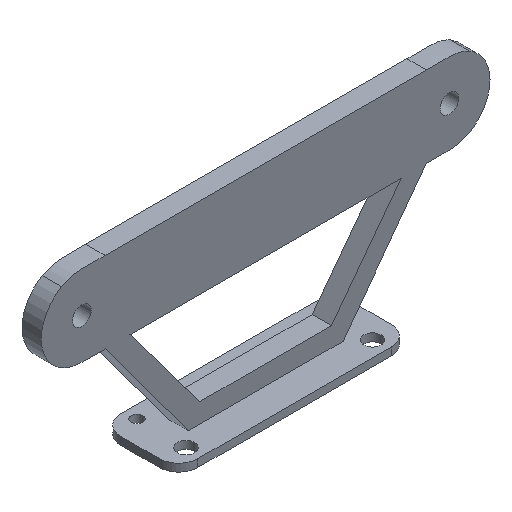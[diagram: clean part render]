
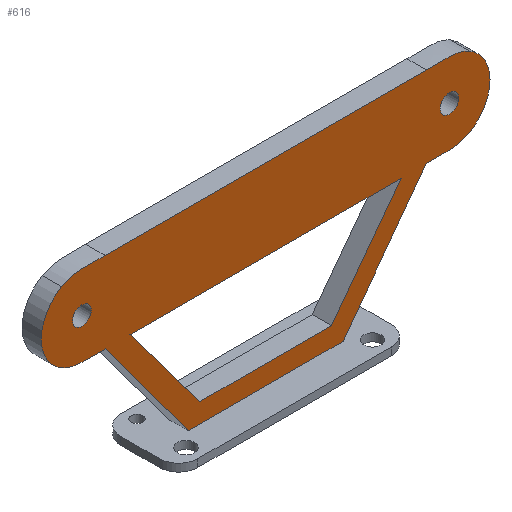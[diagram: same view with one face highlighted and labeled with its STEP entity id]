
A CAD part, isometric view. The second image highlights one B-rep face of the part: STEP entity #616.
In plain terms, the highlighted planar face has unit normal (0, -1, 0).
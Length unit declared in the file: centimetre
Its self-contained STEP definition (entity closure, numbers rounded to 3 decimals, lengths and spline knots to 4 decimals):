
#19=B_SPLINE_CURVE_WITH_KNOTS('',3,(#990,#991,#992,#993,#994,#995),
 .UNSPECIFIED.,.F.,.F.,(4,2,4),(-1.3113,-0.5272,0.),
 .UNSPECIFIED.);
#21=B_SPLINE_CURVE_WITH_KNOTS('',3,(#1033,#1034,#1035,#1036,#1037,#1038,
#1039,#1040,#1041,#1042,#1043,#1044,#1045),.UNSPECIFIED.,.F.,.F.,(4,3,3,
3,4),(-5.6073,-3.8497,-2.0501,-1.4,
0.),.UNSPECIFIED.);
#23=B_SPLINE_CURVE_WITH_KNOTS('',3,(#1079,#1080,#1081,#1082,#1083,#1084,
#1085),.UNSPECIFIED.,.F.,.F.,(4,3,4),(-1.2774,-0.5233,
0.),.UNSPECIFIED.);
#25=B_SPLINE_CURVE_WITH_KNOTS('',3,(#1114,#1115,#1116,#1117,#1118,#1119,
#1120,#1121,#1122,#1123,#1124,#1125,#1126),.UNSPECIFIED.,.F.,.F.,(4,3,3,
3,4),(-4.9869,-3.4627,-1.9028,-1.3314,
0.),.UNSPECIFIED.);
#55=FACE_BOUND('',#132,.T.);
#56=FACE_BOUND('',#133,.T.);
#57=FACE_BOUND('',#134,.T.);
#88=FACE_OUTER_BOUND('',#131,.T.);
#131=EDGE_LOOP('',(#555,#556,#557,#558,#559,#560,#561,#562,#563,#564));
#132=EDGE_LOOP('',(#565,#566,#567,#568));
#133=EDGE_LOOP('',(#569));
#134=EDGE_LOOP('',(#570));
#140=LINE('',#875,#192);
#161=LINE('',#935,#213);
#165=LINE('',#942,#217);
#168=LINE('',#948,#220);
#170=LINE('',#951,#222);
#171=LINE('',#954,#223);
#174=LINE('',#960,#226);
#181=LINE('',#1008,#233);
#192=VECTOR('',#711,1.);
#213=VECTOR('',#776,1.);
#217=VECTOR('',#782,1.);
#220=VECTOR('',#787,1.);
#222=VECTOR('',#791,1.);
#223=VECTOR('',#794,1.);
#226=VECTOR('',#799,1.);
#233=VECTOR('',#820,1.);
#256=CIRCLE('',#670,0.2405);
#258=CIRCLE('',#673,0.2405);
#259=CIRCLE('',#676,1.0472);
#261=CIRCLE('',#679,1.0472);
#275=VERTEX_POINT('',#871);
#277=VERTEX_POINT('',#874);
#293=VERTEX_POINT('',#932);
#294=VERTEX_POINT('',#934);
#296=VERTEX_POINT('',#940);
#298=VERTEX_POINT('',#946);
#299=VERTEX_POINT('',#953);
#301=VERTEX_POINT('',#959);
#304=VERTEX_POINT('',#967);
#306=VERTEX_POINT('',#973);
#307=VERTEX_POINT('',#988);
#308=VERTEX_POINT('',#989);
#311=VERTEX_POINT('',#1007);
#313=VERTEX_POINT('',#1032);
#315=VERTEX_POINT('',#1062);
#317=VERTEX_POINT('',#1113);
#332=EDGE_CURVE('',#275,#277,#140,.T.);
#361=EDGE_CURVE('',#294,#293,#161,.T.);
#365=EDGE_CURVE('',#293,#296,#165,.T.);
#368=EDGE_CURVE('',#296,#298,#168,.T.);
#370=EDGE_CURVE('',#298,#294,#170,.T.);
#371=EDGE_CURVE('',#277,#299,#171,.T.);
#374=EDGE_CURVE('',#301,#275,#174,.T.);
#379=EDGE_CURVE('',#304,#304,#256,.T.);
#382=EDGE_CURVE('',#306,#306,#258,.T.);
#383=EDGE_CURVE('',#307,#308,#19,.T.);
#387=EDGE_CURVE('',#311,#307,#181,.T.);
#390=EDGE_CURVE('',#313,#311,#21,.T.);
#393=EDGE_CURVE('',#315,#313,#259,.T.);
#396=EDGE_CURVE('',#299,#315,#23,.T.);
#398=EDGE_CURVE('',#317,#301,#25,.T.);
#401=EDGE_CURVE('',#308,#317,#261,.T.);
#555=ORIENTED_EDGE('',*,*,#401,.F.);
#556=ORIENTED_EDGE('',*,*,#383,.F.);
#557=ORIENTED_EDGE('',*,*,#387,.F.);
#558=ORIENTED_EDGE('',*,*,#390,.F.);
#559=ORIENTED_EDGE('',*,*,#393,.F.);
#560=ORIENTED_EDGE('',*,*,#396,.F.);
#561=ORIENTED_EDGE('',*,*,#371,.F.);
#562=ORIENTED_EDGE('',*,*,#332,.F.);
#563=ORIENTED_EDGE('',*,*,#374,.F.);
#564=ORIENTED_EDGE('',*,*,#398,.F.);
#565=ORIENTED_EDGE('',*,*,#361,.T.);
#566=ORIENTED_EDGE('',*,*,#365,.T.);
#567=ORIENTED_EDGE('',*,*,#368,.T.);
#568=ORIENTED_EDGE('',*,*,#370,.T.);
#569=ORIENTED_EDGE('',*,*,#382,.F.);
#570=ORIENTED_EDGE('',*,*,#379,.F.);
#585=PLANE('',#682);
#616=ADVANCED_FACE('',(#88,#55,#56,#57),#585,.F.);
#670=AXIS2_PLACEMENT_3D('',#969,#807,#808);
#673=AXIS2_PLACEMENT_3D('',#975,#814,#815);
#676=AXIS2_PLACEMENT_3D('',#1063,#826,#827);
#679=AXIS2_PLACEMENT_3D('',#1143,#834,#835);
#682=AXIS2_PLACEMENT_3D('',#1146,#840,#841);
#711=DIRECTION('',(-1.,0.,0.));
#776=DIRECTION('',(-0.6,0.,0.8));
#782=DIRECTION('',(1.,0.,0.));
#787=DIRECTION('',(-0.6,0.,-0.8));
#791=DIRECTION('',(-1.,0.,0.));
#794=DIRECTION('',(-0.595,0.,0.804));
#799=DIRECTION('',(-0.595,0.,-0.804));
#807=DIRECTION('center_axis',(0.,-1.,0.));
#808=DIRECTION('ref_axis',(-1.,0.,0.));
#814=DIRECTION('center_axis',(0.,-1.,0.));
#815=DIRECTION('ref_axis',(-1.,0.,0.));
#820=DIRECTION('',(1.,0.,0.));
#826=DIRECTION('center_axis',(0.,1.,0.));
#827=DIRECTION('ref_axis',(0.,0.,1.));
#834=DIRECTION('center_axis',(0.,1.,0.));
#835=DIRECTION('ref_axis',(0.,0.,1.));
#840=DIRECTION('center_axis',(0.,1.,0.));
#841=DIRECTION('ref_axis',(0.,0.,1.));
#871=CARTESIAN_POINT('',(4.5,1.25,0.2));
#874=CARTESIAN_POINT('',(0.5,1.25,0.2));
#875=CARTESIAN_POINT('',(4.5,1.25,0.2));
#932=CARTESIAN_POINT('',(-1.,1.25,3.1));
#934=CARTESIAN_POINT('',(0.8,1.25,0.7));
#935=CARTESIAN_POINT('',(-0.3821,1.25,2.2761));
#940=CARTESIAN_POINT('',(6.,1.25,3.1));
#942=CARTESIAN_POINT('',(4.25,1.25,3.1));
#946=CARTESIAN_POINT('',(4.2,1.25,0.7));
#948=CARTESIAN_POINT('',(4.4821,1.25,1.0761));
#951=CARTESIAN_POINT('',(1.65,1.25,0.7));
#953=CARTESIAN_POINT('',(-1.65,1.25,3.1032));
#954=CARTESIAN_POINT('',(0.5,1.25,0.2));
#959=CARTESIAN_POINT('',(6.65,1.25,3.1032));
#960=CARTESIAN_POINT('',(6.65,1.25,3.1032));
#967=CARTESIAN_POINT('',(7.4905,1.25,4.1503));
#969=CARTESIAN_POINT('Origin',(7.25,1.25,4.1503));
#973=CARTESIAN_POINT('',(-2.0095,1.25,4.1503));
#975=CARTESIAN_POINT('Origin',(-2.25,1.25,4.1503));
#988=CARTESIAN_POINT('',(6.65,1.25,5.1975));
#989=CARTESIAN_POINT('',(7.7736,1.25,5.0572));
#990=CARTESIAN_POINT('Ctrl Pts',(6.65,1.25,5.1975));
#991=CARTESIAN_POINT('Ctrl Pts',(7.1869,1.25,5.1975));
#992=CARTESIAN_POINT('Ctrl Pts',(7.2591,1.25,5.2015));
#993=CARTESIAN_POINT('Ctrl Pts',(7.4855,1.25,5.1727));
#994=CARTESIAN_POINT('Ctrl Pts',(7.6214,1.25,5.1451));
#995=CARTESIAN_POINT('Ctrl Pts',(7.7736,1.25,5.0572));
#1007=CARTESIAN_POINT('',(-1.65,1.25,5.1975));
#1008=CARTESIAN_POINT('',(-1.6513,1.25,5.1975));
#1032=CARTESIAN_POINT('',(-2.7736,1.25,5.0572));
#1033=CARTESIAN_POINT('Ctrl Pts',(-2.7736,1.25,5.0572));
#1034=CARTESIAN_POINT('Ctrl Pts',(-2.7038,1.25,5.0975));
#1035=CARTESIAN_POINT('Ctrl Pts',(-2.6309,1.25,5.1289));
#1036=CARTESIAN_POINT('Ctrl Pts',(-2.5538,1.25,5.1514));
#1037=CARTESIAN_POINT('Ctrl Pts',(-2.4749,1.25,5.1745));
#1038=CARTESIAN_POINT('Ctrl Pts',(-2.399,1.25,5.1861));
#1039=CARTESIAN_POINT('Ctrl Pts',(-2.3175,1.25,5.192));
#1040=CARTESIAN_POINT('Ctrl Pts',(-2.2881,1.25,5.1941));
#1041=CARTESIAN_POINT('Ctrl Pts',(-2.2584,1.25,5.1955));
#1042=CARTESIAN_POINT('Ctrl Pts',(-2.229,1.25,5.1964));
#1043=CARTESIAN_POINT('Ctrl Pts',(-2.1655,1.25,5.1982));
#1044=CARTESIAN_POINT('Ctrl Pts',(-2.1167,1.25,5.1975));
#1045=CARTESIAN_POINT('Ctrl Pts',(-1.65,1.25,5.1975));
#1062=CARTESIAN_POINT('',(-2.7736,1.25,3.2434));
#1063=CARTESIAN_POINT('Origin',(-2.25,1.25,4.1503));
#1079=CARTESIAN_POINT('Ctrl Pts',(-1.65,1.25,3.1032));
#1080=CARTESIAN_POINT('Ctrl Pts',(-2.1926,1.25,3.1032));
#1081=CARTESIAN_POINT('Ctrl Pts',(-2.2597,1.25,3.0991));
#1082=CARTESIAN_POINT('Ctrl Pts',(-2.3938,1.25,3.1162));
#1083=CARTESIAN_POINT('Ctrl Pts',(-2.4868,1.25,3.1281));
#1084=CARTESIAN_POINT('Ctrl Pts',(-2.6225,1.25,3.1562));
#1085=CARTESIAN_POINT('Ctrl Pts',(-2.7736,1.25,3.2434));
#1113=CARTESIAN_POINT('',(7.7736,1.25,3.2435));
#1114=CARTESIAN_POINT('Ctrl Pts',(7.7736,1.25,3.2434));
#1115=CARTESIAN_POINT('Ctrl Pts',(7.704,1.25,3.2033));
#1116=CARTESIAN_POINT('Ctrl Pts',(7.6313,1.25,3.1719));
#1117=CARTESIAN_POINT('Ctrl Pts',(7.5544,1.25,3.1494));
#1118=CARTESIAN_POINT('Ctrl Pts',(7.4757,1.25,3.1264));
#1119=CARTESIAN_POINT('Ctrl Pts',(7.4001,1.25,3.1148));
#1120=CARTESIAN_POINT('Ctrl Pts',(7.3187,1.25,3.1089));
#1121=CARTESIAN_POINT('Ctrl Pts',(7.2888,1.25,3.1068));
#1122=CARTESIAN_POINT('Ctrl Pts',(7.2588,1.25,3.1054));
#1123=CARTESIAN_POINT('Ctrl Pts',(7.229,1.25,3.1045));
#1124=CARTESIAN_POINT('Ctrl Pts',(7.1594,1.25,3.1025));
#1125=CARTESIAN_POINT('Ctrl Pts',(7.0938,1.25,3.1032));
#1126=CARTESIAN_POINT('Ctrl Pts',(6.65,1.25,3.1032));
#1143=CARTESIAN_POINT('Origin',(7.25,1.25,4.1503));
#1146=CARTESIAN_POINT('Origin',(2.5,1.25,3.1503));
